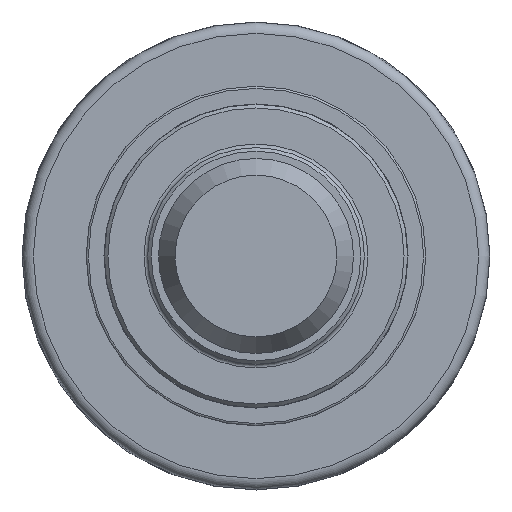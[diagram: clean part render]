
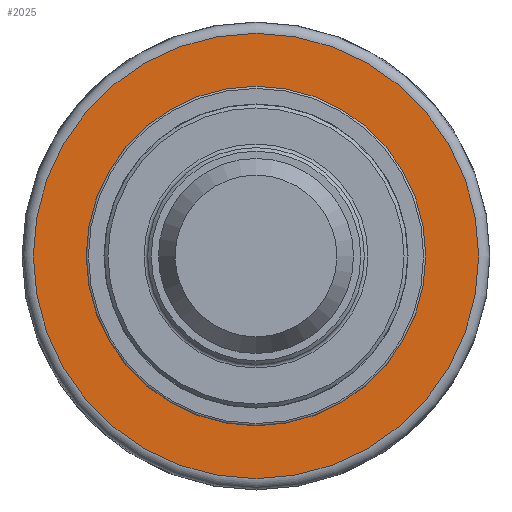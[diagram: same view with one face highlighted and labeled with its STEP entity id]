
A CAD part, left-side view. The second image highlights one B-rep face of the part: STEP entity #2025.
In plain terms, the highlighted planar face has unit normal (-1, 0, 0).
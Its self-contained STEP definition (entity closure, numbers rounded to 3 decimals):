
#70=FACE_BOUND('',#337,.T.);
#119=PLANE('',#2215);
#210=FACE_OUTER_BOUND('',#336,.T.);
#336=EDGE_LOOP('',(#1533,#1534));
#337=EDGE_LOOP('',(#1535,#1536));
#685=CIRCLE('',#2208,23.5);
#686=CIRCLE('',#2209,23.5);
#691=CIRCLE('',#2216,30.828);
#692=CIRCLE('',#2217,30.828);
#883=VERTEX_POINT('',#3540);
#884=VERTEX_POINT('',#3542);
#889=VERTEX_POINT('',#3555);
#890=VERTEX_POINT('',#3556);
#1132=EDGE_CURVE('',#884,#883,#685,.T.);
#1133=EDGE_CURVE('',#883,#884,#686,.T.);
#1138=EDGE_CURVE('',#889,#890,#691,.T.);
#1139=EDGE_CURVE('',#890,#889,#692,.T.);
#1533=ORIENTED_EDGE('',*,*,#1138,.F.);
#1534=ORIENTED_EDGE('',*,*,#1139,.F.);
#1535=ORIENTED_EDGE('',*,*,#1132,.T.);
#1536=ORIENTED_EDGE('',*,*,#1133,.T.);
#2025=ADVANCED_FACE('',(#210,#70),#119,.T.);
#2208=AXIS2_PLACEMENT_3D('',#3543,#2630,#2631);
#2209=AXIS2_PLACEMENT_3D('',#3544,#2632,#2633);
#2215=AXIS2_PLACEMENT_3D('',#3554,#2644,#2645);
#2216=AXIS2_PLACEMENT_3D('',#3557,#2646,#2647);
#2217=AXIS2_PLACEMENT_3D('',#3558,#2648,#2649);
#2630=DIRECTION('center_axis',(1.,0.,0.));
#2631=DIRECTION('ref_axis',(0.,-1.,0.));
#2632=DIRECTION('center_axis',(1.,0.,0.));
#2633=DIRECTION('ref_axis',(0.,-1.,0.));
#2644=DIRECTION('center_axis',(-1.,0.,0.));
#2645=DIRECTION('ref_axis',(0.,0.,-1.));
#2646=DIRECTION('center_axis',(1.,0.,0.));
#2647=DIRECTION('ref_axis',(0.,1.,0.));
#2648=DIRECTION('center_axis',(1.,0.,0.));
#2649=DIRECTION('ref_axis',(0.,1.,0.));
#3540=CARTESIAN_POINT('',(16.45,23.5,0.));
#3542=CARTESIAN_POINT('',(16.45,-23.5,0.));
#3543=CARTESIAN_POINT('Origin',(16.45,0.,0.));
#3544=CARTESIAN_POINT('Origin',(16.45,0.,0.));
#3554=CARTESIAN_POINT('Origin',(16.45,-27.9,0.));
#3555=CARTESIAN_POINT('',(16.45,-30.828,0.));
#3556=CARTESIAN_POINT('',(16.45,0.,-30.828));
#3557=CARTESIAN_POINT('Origin',(16.45,0.,0.));
#3558=CARTESIAN_POINT('Origin',(16.45,0.,0.));
